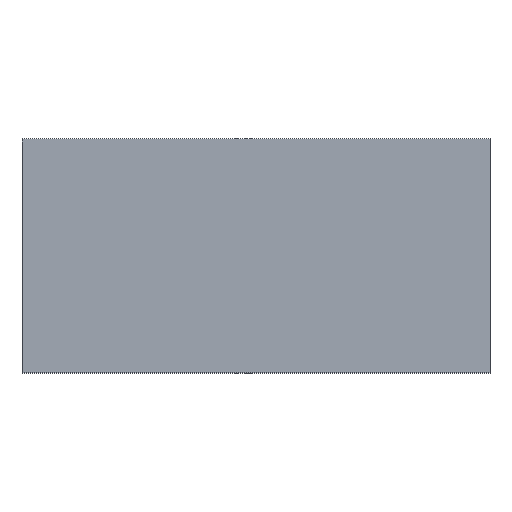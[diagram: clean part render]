
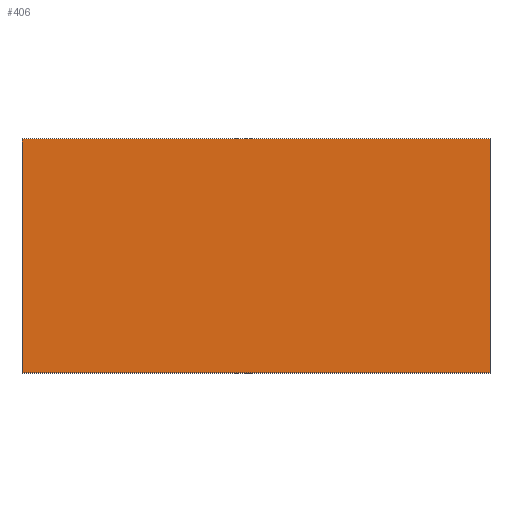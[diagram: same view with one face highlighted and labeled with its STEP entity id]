
A CAD part, top view. The second image highlights one B-rep face of the part: STEP entity #406.
In plain terms, the highlighted planar face has unit normal (0, 0, 1).
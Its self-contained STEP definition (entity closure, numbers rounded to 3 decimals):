
#370=AXIS2_PLACEMENT_3D('Plane Axis2P3D',#367,#368,#369) ;
#367=CARTESIAN_POINT('Axis2P3D Location',(0.,0.,35.)) ;
#372=CARTESIAN_POINT('Line Origine',(0.,300.,35.)) ;
#376=CARTESIAN_POINT('Vertex',(600.,300.,35.)) ;
#378=CARTESIAN_POINT('Vertex',(-600.,300.,35.)) ;
#381=CARTESIAN_POINT('Line Origine',(-600.,0.,35.)) ;
#385=CARTESIAN_POINT('Vertex',(-600.,-300.,35.)) ;
#388=CARTESIAN_POINT('Line Origine',(0.,-300.,35.)) ;
#392=CARTESIAN_POINT('Vertex',(600.,-300.,35.)) ;
#395=CARTESIAN_POINT('Line Origine',(600.,0.,35.)) ;
#368=DIRECTION('Axis2P3D Direction',(0.,0.,1.)) ;
#369=DIRECTION('Axis2P3D XDirection',(1.,0.,0.)) ;
#373=DIRECTION('Vector Direction',(1.,0.,0.)) ;
#382=DIRECTION('Vector Direction',(0.,1.,0.)) ;
#389=DIRECTION('Vector Direction',(-1.,0.,0.)) ;
#396=DIRECTION('Vector Direction',(0.,-1.,0.)) ;
#374=VECTOR('Line Direction',#373,1.) ;
#383=VECTOR('Line Direction',#382,1.) ;
#390=VECTOR('Line Direction',#389,1.) ;
#397=VECTOR('Line Direction',#396,1.) ;
#401=ORIENTED_EDGE('',*,*,#380,.T.) ;
#402=ORIENTED_EDGE('',*,*,#387,.T.) ;
#403=ORIENTED_EDGE('',*,*,#394,.T.) ;
#404=ORIENTED_EDGE('',*,*,#399,.T.) ;
#406=ADVANCED_FACE('PartBody',(#405),#371,.T.) ;
#380=EDGE_CURVE('',#377,#379,#375,.F.) ;
#387=EDGE_CURVE('',#379,#386,#384,.F.) ;
#394=EDGE_CURVE('',#386,#393,#391,.F.) ;
#399=EDGE_CURVE('',#393,#377,#398,.F.) ;
#400=EDGE_LOOP('',(#401,#402,#403,#404)) ;
#405=FACE_OUTER_BOUND('',#400,.T.) ;
#375=LINE('Line',#372,#374) ;
#384=LINE('Line',#381,#383) ;
#391=LINE('Line',#388,#390) ;
#398=LINE('Line',#395,#397) ;
#371=PLANE('',#370) ;
#377=VERTEX_POINT('',#376) ;
#379=VERTEX_POINT('',#378) ;
#386=VERTEX_POINT('',#385) ;
#393=VERTEX_POINT('',#392) ;
